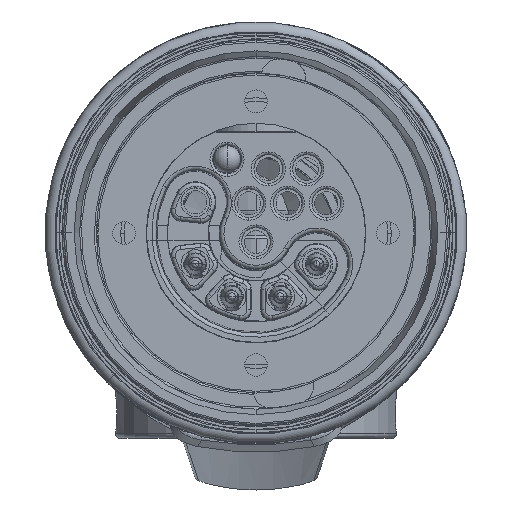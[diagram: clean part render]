
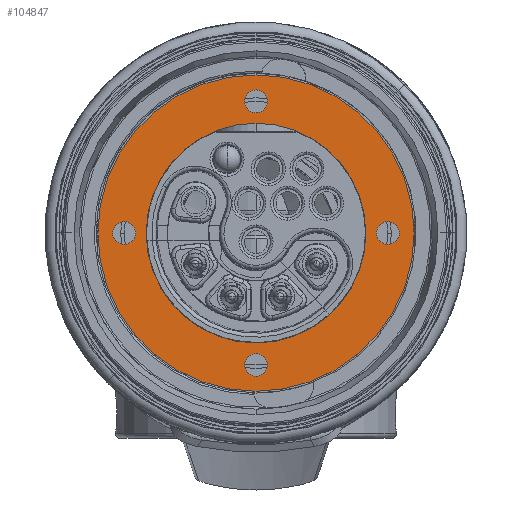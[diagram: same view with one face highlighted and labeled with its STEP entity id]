
A CAD part, top view. The second image highlights one B-rep face of the part: STEP entity #104847.
In plain terms, the highlighted planar face has unit normal (0, 0, 1).
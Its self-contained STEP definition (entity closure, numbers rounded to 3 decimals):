
#104335=CARTESIAN_POINT('',(15.,0.,0.));
#104336=DIRECTION('',(0.,0.,-1.));
#104337=DIRECTION('',(-1.,0.,0.));
#104338=AXIS2_PLACEMENT_3D('',#104335,#104336,#104337);
#104343=CARTESIAN_POINT('',(15.,0.,0.));
#104344=DIRECTION('',(0.,0.,-1.));
#104345=DIRECTION('',(1.,0.,0.));
#104346=AXIS2_PLACEMENT_3D('',#104343,#104344,#104345);
#104351=CARTESIAN_POINT('',(0.,-15.,0.));
#104352=DIRECTION('',(0.,0.,-1.));
#104353=DIRECTION('',(-1.,0.,0.));
#104354=AXIS2_PLACEMENT_3D('',#104351,#104352,#104353);
#104359=CARTESIAN_POINT('',(0.,-15.,0.));
#104360=DIRECTION('',(0.,0.,-1.));
#104361=DIRECTION('',(1.,0.,0.));
#104362=AXIS2_PLACEMENT_3D('',#104359,#104360,#104361);
#104367=CARTESIAN_POINT('',(-15.,0.,0.));
#104368=DIRECTION('',(0.,0.,-1.));
#104369=DIRECTION('',(-1.,0.,0.));
#104370=AXIS2_PLACEMENT_3D('',#104367,#104368,#104369);
#104375=CARTESIAN_POINT('',(-15.,0.,0.));
#104376=DIRECTION('',(0.,0.,-1.));
#104377=DIRECTION('',(1.,0.,0.));
#104378=AXIS2_PLACEMENT_3D('',#104375,#104376,#104377);
#104383=CARTESIAN_POINT('',(0.,0.,0.));
#104384=DIRECTION('',(0.,0.,1.));
#104385=DIRECTION('',(0.,1.,0.));
#104386=AXIS2_PLACEMENT_3D('',#104383,#104384,#104385);
#104391=CARTESIAN_POINT('',(0.,0.,0.));
#104392=DIRECTION('',(0.,0.,-1.));
#104393=DIRECTION('',(0.,1.,0.));
#104394=AXIS2_PLACEMENT_3D('',#104391,#104392,#104393);
#104399=CARTESIAN_POINT('',(0.,15.,0.));
#104400=DIRECTION('',(0.,0.,-1.));
#104401=DIRECTION('',(-1.,0.,0.));
#104402=AXIS2_PLACEMENT_3D('',#104399,#104400,#104401);
#104407=CARTESIAN_POINT('',(0.,15.,0.));
#104408=DIRECTION('',(0.,0.,-1.));
#104409=DIRECTION('',(1.,0.,0.));
#104410=AXIS2_PLACEMENT_3D('',#104407,#104408,#104409);
#104505=CARTESIAN_POINT('',(0.,0.,0.));
#104506=DIRECTION('',(0.,0.,-1.));
#104507=DIRECTION('',(0.,1.,0.));
#104508=AXIS2_PLACEMENT_3D('',#104505,#104506,#104507);
#104527=CARTESIAN_POINT('',(0.,0.,0.));
#104528=DIRECTION('',(0.,0.,1.));
#104529=DIRECTION('',(0.,1.,0.));
#104530=AXIS2_PLACEMENT_3D('',#104527,#104528,#104529);
#104627=CARTESIAN_POINT('',(0.,12.5,0.));
#104629=VERTEX_POINT('',#104627);
#104631=CARTESIAN_POINT('',(0.,-12.5,0.));
#104633=VERTEX_POINT('',#104631);
#104640=CARTESIAN_POINT('',(0.,18.,0.));
#104642=VERTEX_POINT('',#104640);
#104644=CARTESIAN_POINT('',(0.,-18.,0.));
#104646=VERTEX_POINT('',#104644);
#104651=CARTESIAN_POINT('',(-1.3,15.,0.));
#104652=CARTESIAN_POINT('',(1.3,15.,0.));
#104653=VERTEX_POINT('',#104651);
#104654=VERTEX_POINT('',#104652);
#104659=CARTESIAN_POINT('',(-16.3,0.,0.));
#104660=CARTESIAN_POINT('',(-13.7,0.,0.));
#104661=VERTEX_POINT('',#104659);
#104662=VERTEX_POINT('',#104660);
#104667=CARTESIAN_POINT('',(-1.3,-15.,0.));
#104668=CARTESIAN_POINT('',(1.3,-15.,0.));
#104669=VERTEX_POINT('',#104667);
#104670=VERTEX_POINT('',#104668);
#104675=CARTESIAN_POINT('',(13.7,0.,0.));
#104676=CARTESIAN_POINT('',(16.3,0.,0.));
#104677=VERTEX_POINT('',#104675);
#104678=VERTEX_POINT('',#104676);
#104808=CARTESIAN_POINT('',(0.,0.,0.));
#104809=DIRECTION('',(0.,0.,-1.));
#104810=DIRECTION('',(0.,-1.,0.));
#104811=AXIS2_PLACEMENT_3D('',#104808,#104809,#104810);
#104812=PLANE('',#104811);
#104813=ORIENTED_EDGE('',*,*,#104801,.F.);
#104814=ORIENTED_EDGE('',*,*,#104790,.T.);
#104815=EDGE_LOOP('',(#104813,#104814));
#104816=FACE_OUTER_BOUND('',#104815,.F.);
#104818=ORIENTED_EDGE('',*,*,#104817,.F.);
#104820=ORIENTED_EDGE('',*,*,#104819,.F.);
#104821=EDGE_LOOP('',(#104818,#104820));
#104822=FACE_BOUND('',#104821,.F.);
#104824=ORIENTED_EDGE('',*,*,#104823,.F.);
#104826=ORIENTED_EDGE('',*,*,#104825,.F.);
#104827=EDGE_LOOP('',(#104824,#104826));
#104828=FACE_BOUND('',#104827,.F.);
#104830=ORIENTED_EDGE('',*,*,#104829,.F.);
#104832=ORIENTED_EDGE('',*,*,#104831,.T.);
#104833=EDGE_LOOP('',(#104830,#104832));
#104834=FACE_BOUND('',#104833,.F.);
#104836=ORIENTED_EDGE('',*,*,#104835,.F.);
#104838=ORIENTED_EDGE('',*,*,#104837,.F.);
#104839=EDGE_LOOP('',(#104836,#104838));
#104840=FACE_BOUND('',#104839,.F.);
#104842=ORIENTED_EDGE('',*,*,#104841,.F.);
#104844=ORIENTED_EDGE('',*,*,#104843,.F.);
#104845=EDGE_LOOP('',(#104842,#104844));
#104846=FACE_BOUND('',#104845,.F.);
#104847=ADVANCED_FACE('',(#104816,#104822,#104828,#104834,#104840,#104846),
#104812,.F.);
#104339=CIRCLE('',#104338,1.3);
#104347=CIRCLE('',#104346,1.3);
#104355=CIRCLE('',#104354,1.3);
#104363=CIRCLE('',#104362,1.3);
#104371=CIRCLE('',#104370,1.3);
#104379=CIRCLE('',#104378,1.3);
#104387=CIRCLE('',#104386,18.);
#104395=CIRCLE('',#104394,18.);
#104403=CIRCLE('',#104402,1.3);
#104411=CIRCLE('',#104410,1.3);
#104509=CIRCLE('',#104508,12.5);
#104531=CIRCLE('',#104530,12.5);
#104790=EDGE_CURVE('',#104642,#104646,#104395,.T.);
#104801=EDGE_CURVE('',#104642,#104646,#104387,.T.);
#104817=EDGE_CURVE('',#104669,#104670,#104355,.T.);
#104819=EDGE_CURVE('',#104670,#104669,#104363,.T.);
#104823=EDGE_CURVE('',#104661,#104662,#104371,.T.);
#104825=EDGE_CURVE('',#104662,#104661,#104379,.T.);
#104829=EDGE_CURVE('',#104629,#104633,#104509,.T.);
#104831=EDGE_CURVE('',#104629,#104633,#104531,.T.);
#104835=EDGE_CURVE('',#104677,#104678,#104339,.T.);
#104837=EDGE_CURVE('',#104678,#104677,#104347,.T.);
#104841=EDGE_CURVE('',#104653,#104654,#104403,.T.);
#104843=EDGE_CURVE('',#104654,#104653,#104411,.T.);
